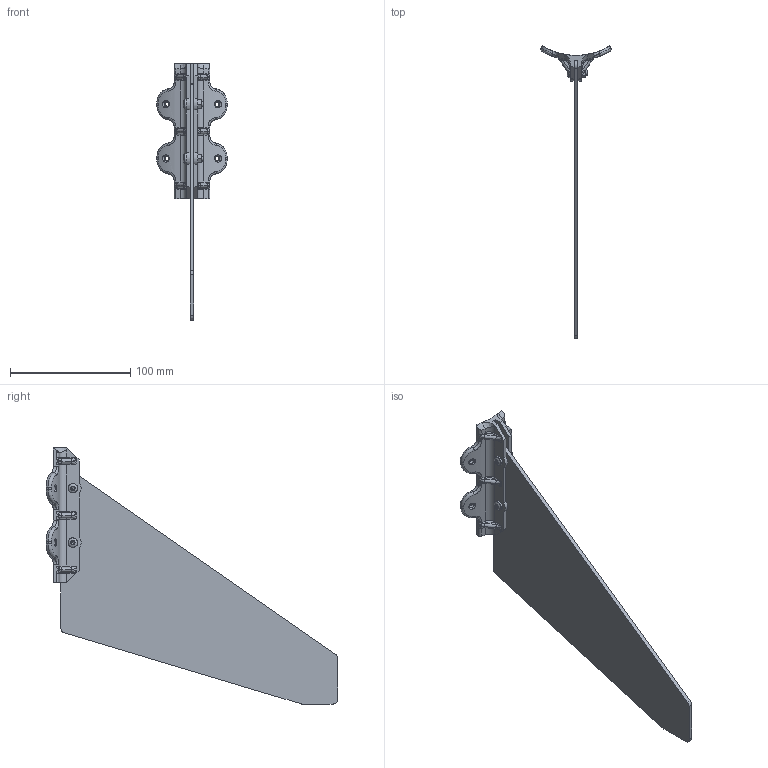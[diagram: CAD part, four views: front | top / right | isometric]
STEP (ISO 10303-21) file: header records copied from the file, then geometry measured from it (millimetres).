
FILE_DESCRIPTION(('STEP AP203'), '1');
FILE_NAME('栖闉罻 嚦颬鍒', '', ('UNSPECIFIED'), ('UNSPECIFIED'), 'C3D Converter', 'C3D Toolkit', '');
FILE_SCHEMA(('CONFIG_CONTROL_DESIGN'));
Length unit declared in the file: millimetre
Products named in the file (5): Крепление_стабилизаторов_10_10_2023; Стабилизатор_01_11_2023_сплошной
Assembly tree (6 placements, depth 2):
  (unnamed)
    Крепление_стабилизаторов_10_10_2023
    Стабилизатор_01_11_2023_сплошной
    (unnamed)  x2
    (unnamed)  x2
Bounding box: 58.32 x 242.16 x 212.6 mm (x, y, z)
Volume: 96261 mm3; surface area: 63804.3 mm2
Topology: 6 solids, 6 shells, 326 faces, 802 edges, 488 vertices
Faces by surface type: cylinder 115, plane 101, bspline 66, torus 28, cone 14, sphere 2
Full cylindrical faces by diameter (mm): 3.242 x2, 4 x2, 4.2 x10, 8 x2
Entity records: 19480 total; most frequent: CARTESIAN_POINT 11278, ORIENTED_EDGE 1328, DIRECTION 1118, EDGE_CURVE 664, AXIS2_PLACEMENT_3D 456, VERTEX_POINT 418, EDGE_LOOP 330, FACE_BOUND 285
